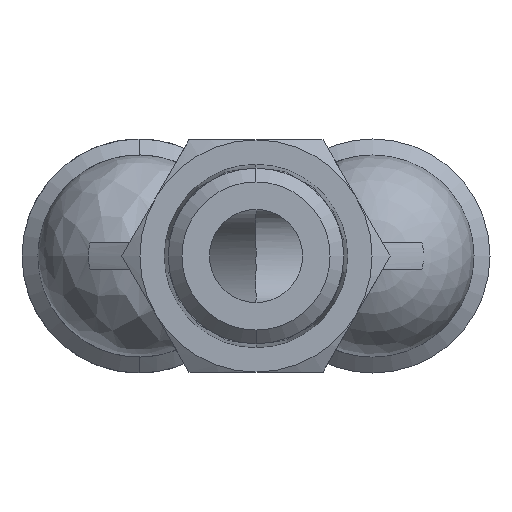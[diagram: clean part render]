
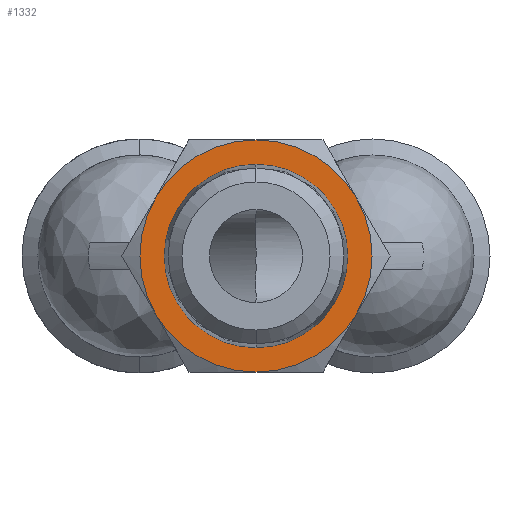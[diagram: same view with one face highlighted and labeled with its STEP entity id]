
A CAD part, front view. The second image highlights one B-rep face of the part: STEP entity #1332.
In plain terms, the highlighted planar face has unit normal (0, -1, 0).
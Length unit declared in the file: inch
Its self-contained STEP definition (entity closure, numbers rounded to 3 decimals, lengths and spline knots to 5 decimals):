
#140 = CARTESIAN_POINT ( 'NONE',  ( 0., -0.23622, 0. ) ) ;
#184 = EDGE_CURVE ( 'NONE', #222, #4628, #997, .T. ) ;
#222 = VERTEX_POINT ( 'NONE', #1743 ) ;
#278 = FACE_OUTER_BOUND ( 'NONE', #1049, .T. ) ;
#343 = FACE_BOUND ( 'NONE', #5194, .T. ) ;
#398 = CIRCLE ( 'NONE', #6254, 0.3437 ) ;
#418 = EDGE_CURVE ( 'NONE', #1679, #6422, #6507, .T. ) ;
#484 = DIRECTION ( 'NONE',  ( 0., -1., 0. ) ) ;
#587 = CARTESIAN_POINT ( 'NONE',  ( 0., -0.23622, -0.27165 ) ) ;
#617 = DIRECTION ( 'NONE',  ( 0., 0., 1. ) ) ;
#633 = DIRECTION ( 'NONE',  ( 0., -1., 0. ) ) ;
#724 = DIRECTION ( 'NONE',  ( 0., -1., 0. ) ) ;
#997 = CIRCLE ( 'NONE', #6102, 0.3437 ) ;
#1049 = EDGE_LOOP ( 'NONE', ( #1911, #4433, #5077, #2694, #5391, #6097 ) ) ;
#1287 = AXIS2_PLACEMENT_3D ( 'NONE', #4419, #5717, #5691 ) ;
#1332 = ADVANCED_FACE ( 'NONE', ( #343, #278 ), #6326, .T. ) ;
#1607 = CARTESIAN_POINT ( 'NONE',  ( 0., -0.23622, 0. ) ) ;
#1617 = AXIS2_PLACEMENT_3D ( 'NONE', #3590, #484, #4111 ) ;
#1679 = VERTEX_POINT ( 'NONE', #2161 ) ;
#1743 = CARTESIAN_POINT ( 'NONE',  ( 0.29765, -0.23622, -0.17185 ) ) ;
#1771 = CARTESIAN_POINT ( 'NONE',  ( 0., -0.23622, 0.3437 ) ) ;
#1792 = CARTESIAN_POINT ( 'NONE',  ( 0., -0.23622, 0. ) ) ;
#1911 = ORIENTED_EDGE ( 'NONE', *, *, #5317, .T. ) ;
#1920 = CARTESIAN_POINT ( 'NONE',  ( -0.29765, -0.23622, -0.17185 ) ) ;
#1965 = EDGE_CURVE ( 'NONE', #3751, #222, #5989, .T. ) ;
#2046 = DIRECTION ( 'NONE',  ( 0., -1., 0. ) ) ;
#2161 = CARTESIAN_POINT ( 'NONE',  ( 0., -0.23622, 0.27165 ) ) ;
#2339 = DIRECTION ( 'NONE',  ( 0., 0., 1. ) ) ;
#2536 = DIRECTION ( 'NONE',  ( 0., 0., 1. ) ) ;
#2582 = DIRECTION ( 'NONE',  ( 0., -1., 0. ) ) ;
#2638 = CARTESIAN_POINT ( 'NONE',  ( 0., -0.23622, 0. ) ) ;
#2694 = ORIENTED_EDGE ( 'NONE', *, *, #3531, .T. ) ;
#3174 = DIRECTION ( 'NONE',  ( 0., -1., 0. ) ) ;
#3216 = VERTEX_POINT ( 'NONE', #4295 ) ;
#3301 = AXIS2_PLACEMENT_3D ( 'NONE', #5151, #2046, #5643 ) ;
#3531 = EDGE_CURVE ( 'NONE', #3812, #3751, #5042, .T. ) ;
#3590 = CARTESIAN_POINT ( 'NONE',  ( 0., -0.23622, 0. ) ) ;
#3603 = ORIENTED_EDGE ( 'NONE', *, *, #418, .F. ) ;
#3679 = AXIS2_PLACEMENT_3D ( 'NONE', #1792, #5427, #2339 ) ;
#3724 = DIRECTION ( 'NONE',  ( 0., -1., 0. ) ) ;
#3743 = CARTESIAN_POINT ( 'NONE',  ( 0., -0.23622, 0. ) ) ;
#3751 = VERTEX_POINT ( 'NONE', #4968 ) ;
#3812 = VERTEX_POINT ( 'NONE', #1920 ) ;
#3830 = CARTESIAN_POINT ( 'NONE',  ( 0., -0.23622, 0. ) ) ;
#3839 = EDGE_CURVE ( 'NONE', #5014, #3216, #6120, .T. ) ;
#4111 = DIRECTION ( 'NONE',  ( 0., 0., 1. ) ) ;
#4176 = AXIS2_PLACEMENT_3D ( 'NONE', #1607, #3174, #4976 ) ;
#4253 = DIRECTION ( 'NONE',  ( 0., 0., 1. ) ) ;
#4295 = CARTESIAN_POINT ( 'NONE',  ( -0.29765, -0.23622, 0.17185 ) ) ;
#4345 = DIRECTION ( 'NONE',  ( 0., 0., 1. ) ) ;
#4402 = EDGE_CURVE ( 'NONE', #6422, #1679, #5414, .T. ) ;
#4405 = AXIS2_PLACEMENT_3D ( 'NONE', #3743, #633, #4253 ) ;
#4419 = CARTESIAN_POINT ( 'NONE',  ( -0.30768, -0.23622, 0. ) ) ;
#4433 = ORIENTED_EDGE ( 'NONE', *, *, #3839, .T. ) ;
#4628 = VERTEX_POINT ( 'NONE', #6356 ) ;
#4888 = AXIS2_PLACEMENT_3D ( 'NONE', #140, #3724, #617 ) ;
#4968 = CARTESIAN_POINT ( 'NONE',  ( 0., -0.23622, -0.3437 ) ) ;
#4976 = DIRECTION ( 'NONE',  ( 0., 0., 1. ) ) ;
#5014 = VERTEX_POINT ( 'NONE', #1771 ) ;
#5030 = EDGE_CURVE ( 'NONE', #3216, #3812, #6003, .T. ) ;
#5042 = CIRCLE ( 'NONE', #3301, 0.3437 ) ;
#5077 = ORIENTED_EDGE ( 'NONE', *, *, #5030, .T. ) ;
#5151 = CARTESIAN_POINT ( 'NONE',  ( 0., -0.23622, 0. ) ) ;
#5194 = EDGE_LOOP ( 'NONE', ( #3603, #5859 ) ) ;
#5317 = EDGE_CURVE ( 'NONE', #4628, #5014, #398, .T. ) ;
#5391 = ORIENTED_EDGE ( 'NONE', *, *, #1965, .T. ) ;
#5414 = CIRCLE ( 'NONE', #4888, 0.27165 ) ;
#5427 = DIRECTION ( 'NONE',  ( 0., -1., 0. ) ) ;
#5643 = DIRECTION ( 'NONE',  ( 0., 0., 1. ) ) ;
#5691 = DIRECTION ( 'NONE',  ( 0., 0., -1. ) ) ;
#5717 = DIRECTION ( 'NONE',  ( 0., -1., 0. ) ) ;
#5859 = ORIENTED_EDGE ( 'NONE', *, *, #4402, .F. ) ;
#5989 = CIRCLE ( 'NONE', #4405, 0.3437 ) ;
#6003 = CIRCLE ( 'NONE', #3679, 0.3437 ) ;
#6097 = ORIENTED_EDGE ( 'NONE', *, *, #184, .T. ) ;
#6102 = AXIS2_PLACEMENT_3D ( 'NONE', #2638, #2582, #2536 ) ;
#6120 = CIRCLE ( 'NONE', #1617, 0.3437 ) ;
#6254 = AXIS2_PLACEMENT_3D ( 'NONE', #3830, #724, #4345 ) ;
#6326 = PLANE ( 'NONE',  #1287 ) ;
#6356 = CARTESIAN_POINT ( 'NONE',  ( 0.29765, -0.23622, 0.17185 ) ) ;
#6422 = VERTEX_POINT ( 'NONE', #587 ) ;
#6507 = CIRCLE ( 'NONE', #4176, 0.27165 ) ;
